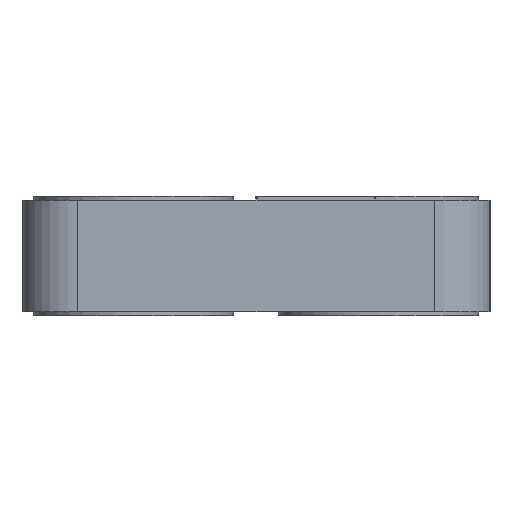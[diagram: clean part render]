
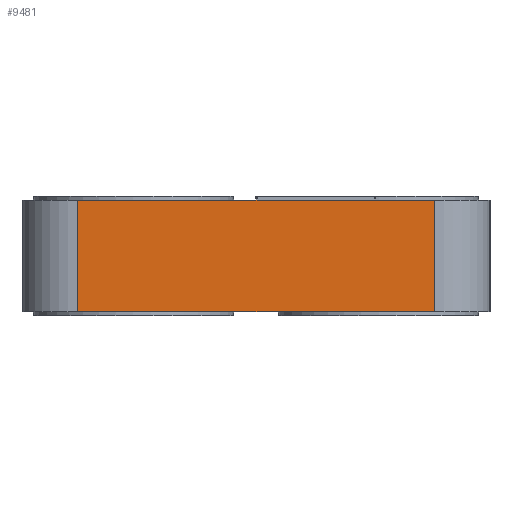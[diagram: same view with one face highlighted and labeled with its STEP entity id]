
A CAD part, left-side view. The second image highlights one B-rep face of the part: STEP entity #9481.
In plain terms, the highlighted planar face has unit normal (-1, 0, 0).
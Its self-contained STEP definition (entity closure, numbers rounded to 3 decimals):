
#9103 = VERTEX_POINT('',#9104);
#9104 = CARTESIAN_POINT('',(-7.5,-1.6,0.));
#9111 = EDGE_CURVE('',#9103,#9112,#9114,.T.);
#9112 = VERTEX_POINT('',#9113);
#9113 = CARTESIAN_POINT('',(-7.5,1.6,0.));
#9114 = LINE('',#9115,#9116);
#9115 = CARTESIAN_POINT('',(-7.5,-1.6,0.));
#9116 = VECTOR('',#9117,1.);
#9117 = DIRECTION('',(0.,1.,0.));
#9287 = VERTEX_POINT('',#9288);
#9288 = CARTESIAN_POINT('',(-7.5,-1.6,1.));
#9295 = EDGE_CURVE('',#9287,#9296,#9298,.T.);
#9296 = VERTEX_POINT('',#9297);
#9297 = CARTESIAN_POINT('',(-7.5,1.6,1.));
#9298 = LINE('',#9299,#9300);
#9299 = CARTESIAN_POINT('',(-7.5,-1.6,1.));
#9300 = VECTOR('',#9301,1.);
#9301 = DIRECTION('',(0.,1.,0.));
#9451 = EDGE_CURVE('',#9112,#9296,#9452,.T.);
#9452 = LINE('',#9453,#9454);
#9453 = CARTESIAN_POINT('',(-7.5,1.6,0.));
#9454 = VECTOR('',#9455,1.);
#9455 = DIRECTION('',(0.,0.,1.));
#9481 = ADVANCED_FACE('',(#9482),#9493,.T.);
#9482 = FACE_BOUND('',#9483,.T.);
#9483 = EDGE_LOOP('',(#9484,#9490,#9491,#9492));
#9484 = ORIENTED_EDGE('',*,*,#9485,.T.);
#9485 = EDGE_CURVE('',#9103,#9287,#9486,.T.);
#9486 = LINE('',#9487,#9488);
#9487 = CARTESIAN_POINT('',(-7.5,-1.6,0.));
#9488 = VECTOR('',#9489,1.);
#9489 = DIRECTION('',(0.,0.,1.));
#9490 = ORIENTED_EDGE('',*,*,#9295,.T.);
#9491 = ORIENTED_EDGE('',*,*,#9451,.F.);
#9492 = ORIENTED_EDGE('',*,*,#9111,.F.);
#9493 = PLANE('',#9494);
#9494 = AXIS2_PLACEMENT_3D('',#9495,#9496,#9497);
#9495 = CARTESIAN_POINT('',(-7.5,-1.6,0.));
#9496 = DIRECTION('',(-1.,0.,0.));
#9497 = DIRECTION('',(0.,1.,0.));
